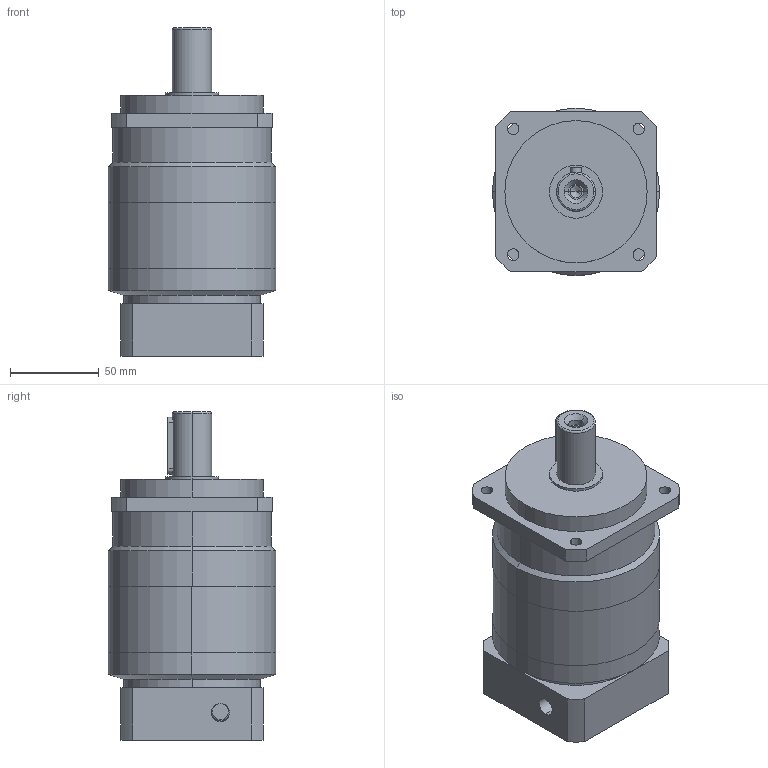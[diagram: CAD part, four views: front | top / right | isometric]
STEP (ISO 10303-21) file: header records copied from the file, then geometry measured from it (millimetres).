
FILE_DESCRIPTION (( 'STEP AP203' ), '1' );
FILE_NAME ('GPV090-L2-(19-70-90-M5).STEP', '2022-05-25T06:16:30', ( '微软用户' ), ( '微软中国' ), 'SwSTEP 2.0', 'SolidWorks 2018', '' );
FILE_SCHEMA (( 'CONFIG_CONTROL_DESIGN' ));
Length unit declared in the file: millimetre
Products named in the file (1): GPV090-L2-(19-70-90-M5)
Bounding box: 94 x 94 x 184.5 mm (x, y, z)
Volume: 881420.7 mm3; surface area: 110976.7 mm2
Topology: 5 solids, 5 shells, 235 faces, 567 edges, 361 vertices
Faces by surface type: cylinder 109, plane 96, cone 16, torus 14
Entity records: 7336 total; most frequent: CARTESIAN_POINT 1577, DIRECTION 1269, ORIENTED_EDGE 1114, EDGE_CURVE 557, AXIS2_PLACEMENT_3D 491, VERTEX_POINT 361, VECTOR 287, LINE 287
